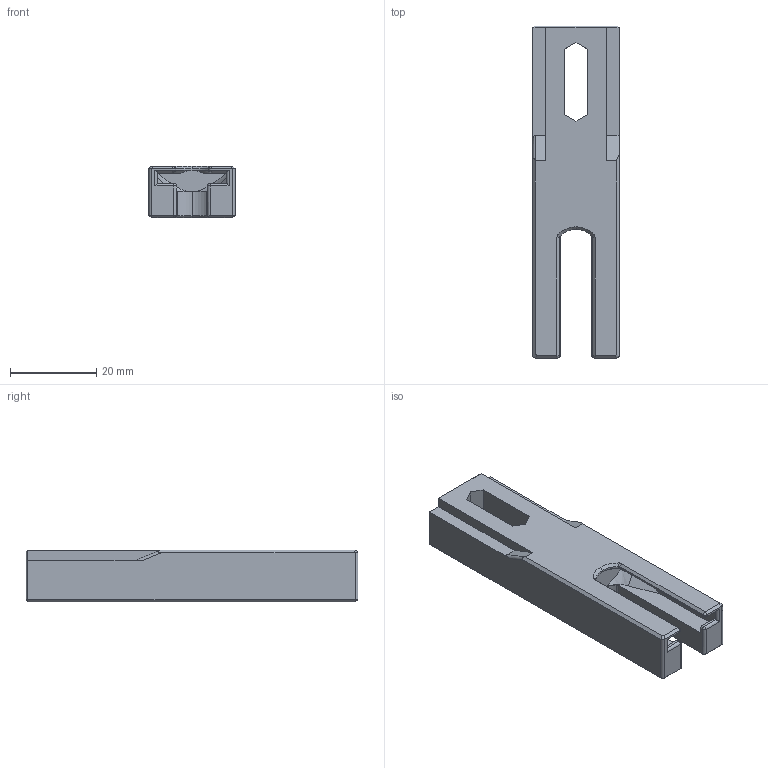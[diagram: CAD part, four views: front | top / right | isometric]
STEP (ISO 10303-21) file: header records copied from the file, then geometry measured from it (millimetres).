
FILE_DESCRIPTION(/* description */ (''),/* implementation_level */ '2;1');
FILE_NAME(/* name */ 'Euclid_Gantry_Face_Mount_Straight_Dock_vertical.step',/* time_stamp */ '2023-05-31T19:12:07-07:00',/* author */ (''),/* organization */ (''),/* preprocessor_version */ 'ST-DEVELOPER v19.2',/* originating_system */ 'Autodesk Translation Framework v12.4.0.73',/* authorisation */ '');
FILE_SCHEMA (('AUTOMOTIVE_DESIGN { 1 0 10303 214 3 1 1 }'));
Length unit declared in the file: millimetre
Products named in the file (3): Gantry_Face_Mount_Straight_Dock; Gantry_Face_Mount_Straight_Dock_1; 1
Assembly tree (2 placements, depth 3):
  Gantry_Face_Mount_Straight_Dock
    Gantry_Face_Mount_Straight_Dock_1
      1
Bounding box: 20 x 76.96 x 12 mm (x, y, z)
Volume: 12682 mm3; surface area: 6391 mm2
Topology: 1 solids, 1 shells, 118 faces, 306 edges, 189 vertices
Faces by surface type: plane 71, cylinder 29, cone 16, sphere 2
Entity records: 3631 total; most frequent: CARTESIAN_POINT 659, DIRECTION 617, ORIENTED_EDGE 608, EDGE_CURVE 304, LINE 209, VECTOR 209, AXIS2_PLACEMENT_3D 204, VERTEX_POINT 189
